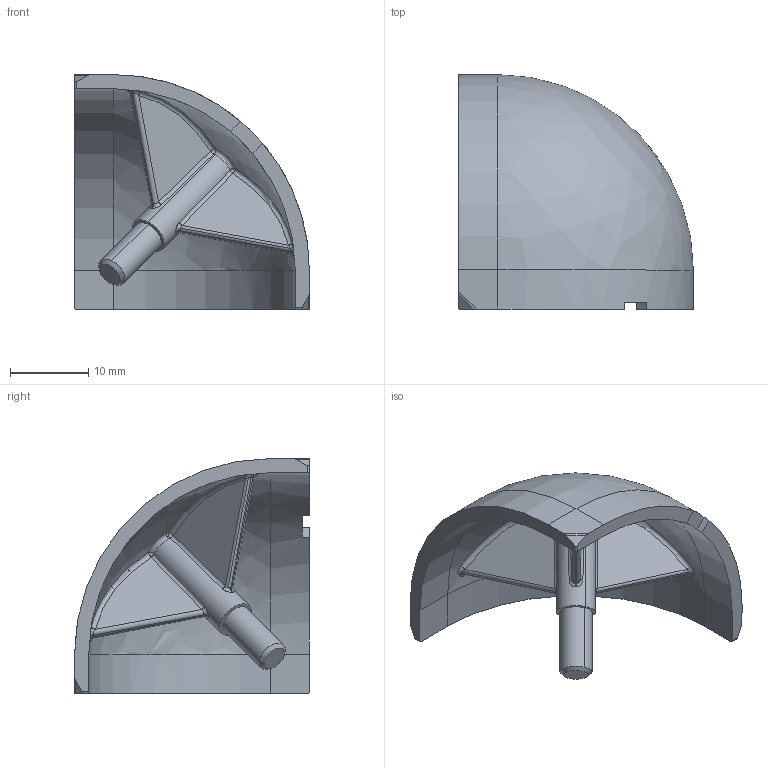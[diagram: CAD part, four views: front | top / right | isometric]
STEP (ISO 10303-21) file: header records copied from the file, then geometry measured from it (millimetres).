
FILE_DESCRIPTION (( 'STEP AP214' ), '1' );
FILE_NAME ('FIXE08H1119-Cache raccord d''angle 8 R30 90°.step', '2023-03-24T10:07:48', ( 'Altae' ), ( '' ), 'SwSTEP 2.0', 'SolidWorks 2021', '' );
FILE_SCHEMA (( 'AUTOMOTIVE_DESIGN' ));
Length unit declared in the file: millimetre
Products named in the file (1): FIXE08H1119-Cache raccord d''angle 8 R30 90°
Bounding box: 30 x 30 x 30 mm (x, y, z)
Volume: 3640.3 mm3; surface area: 4232.9 mm2
Topology: 1 solids, 1 shells, 99 faces, 266 edges, 167 vertices
Faces by surface type: plane 27, cylinder 25, bspline 22, torus 13, sphere 10, cone 2
Entity records: 3951 total; most frequent: CARTESIAN_POINT 1687, ORIENTED_EDGE 508, DIRECTION 433, EDGE_CURVE 254, AXIS2_PLACEMENT_3D 178, VERTEX_POINT 159, EDGE_LOOP 101, CIRCLE 100
